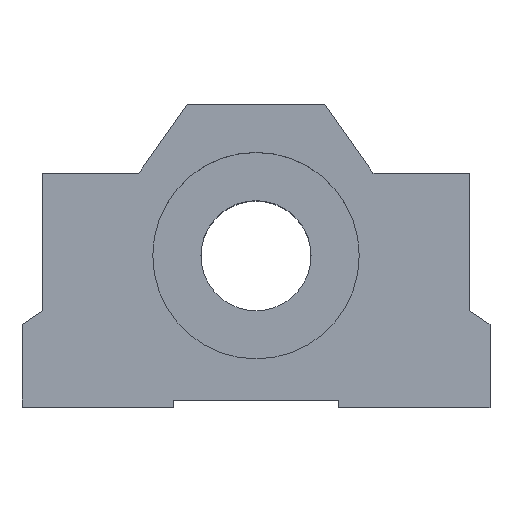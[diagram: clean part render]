
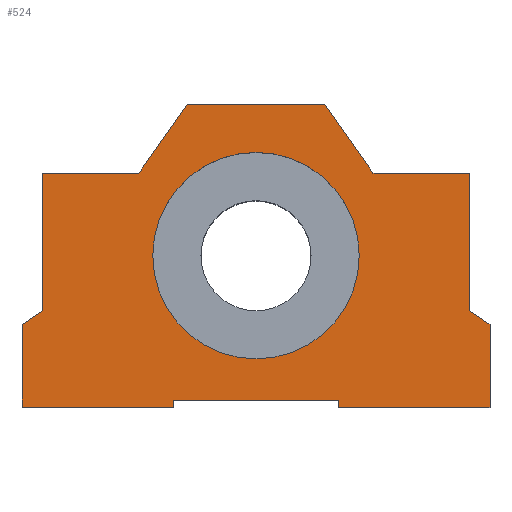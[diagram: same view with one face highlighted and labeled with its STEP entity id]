
A CAD part, top view. The second image highlights one B-rep face of the part: STEP entity #524.
In plain terms, the highlighted planar face has unit normal (0, 0, 1).
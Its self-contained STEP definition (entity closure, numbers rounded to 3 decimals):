
#23=FACE_BOUND('',#111,.T.);
#43=PLANE('',#579);
#74=FACE_OUTER_BOUND('',#110,.T.);
#110=EDGE_LOOP('',(#472,#473,#474,#475,#476,#477,#478,#479,#480,#481,#482,
#483,#484,#485,#486,#487));
#111=EDGE_LOOP('',(#488));
#124=LINE('',#769,#179);
#127=LINE('',#775,#182);
#130=LINE('',#781,#185);
#133=LINE('',#787,#188);
#136=LINE('',#793,#191);
#139=LINE('',#799,#194);
#142=LINE('',#805,#197);
#145=LINE('',#811,#200);
#148=LINE('',#817,#203);
#151=LINE('',#823,#206);
#154=LINE('',#829,#209);
#157=LINE('',#835,#212);
#160=LINE('',#841,#215);
#163=LINE('',#847,#218);
#166=LINE('',#853,#221);
#169=LINE('',#858,#224);
#179=VECTOR('',#636,1000.);
#182=VECTOR('',#641,1000.);
#185=VECTOR('',#646,1000.);
#188=VECTOR('',#651,1000.);
#191=VECTOR('',#656,1000.);
#194=VECTOR('',#661,1000.);
#197=VECTOR('',#666,1000.);
#200=VECTOR('',#671,1000.);
#203=VECTOR('',#676,1000.);
#206=VECTOR('',#681,1000.);
#209=VECTOR('',#686,1000.);
#212=VECTOR('',#691,1000.);
#215=VECTOR('',#696,1000.);
#218=VECTOR('',#701,1000.);
#221=VECTOR('',#706,1000.);
#224=VECTOR('',#711,1000.);
#237=CIRCLE('',#558,7.5);
#251=VERTEX_POINT('',#755);
#255=VERTEX_POINT('',#766);
#256=VERTEX_POINT('',#768);
#258=VERTEX_POINT('',#774);
#260=VERTEX_POINT('',#780);
#262=VERTEX_POINT('',#786);
#264=VERTEX_POINT('',#792);
#266=VERTEX_POINT('',#798);
#268=VERTEX_POINT('',#804);
#270=VERTEX_POINT('',#810);
#272=VERTEX_POINT('',#816);
#274=VERTEX_POINT('',#822);
#276=VERTEX_POINT('',#828);
#278=VERTEX_POINT('',#834);
#280=VERTEX_POINT('',#840);
#282=VERTEX_POINT('',#846);
#284=VERTEX_POINT('',#852);
#303=EDGE_CURVE('',#251,#251,#237,.T.);
#308=EDGE_CURVE('',#256,#255,#124,.T.);
#311=EDGE_CURVE('',#258,#256,#127,.T.);
#314=EDGE_CURVE('',#260,#258,#130,.T.);
#317=EDGE_CURVE('',#262,#260,#133,.T.);
#320=EDGE_CURVE('',#264,#262,#136,.T.);
#323=EDGE_CURVE('',#266,#264,#139,.T.);
#326=EDGE_CURVE('',#268,#266,#142,.T.);
#329=EDGE_CURVE('',#270,#268,#145,.T.);
#332=EDGE_CURVE('',#272,#270,#148,.T.);
#335=EDGE_CURVE('',#274,#272,#151,.T.);
#338=EDGE_CURVE('',#276,#274,#154,.T.);
#341=EDGE_CURVE('',#278,#276,#157,.T.);
#344=EDGE_CURVE('',#280,#278,#160,.T.);
#347=EDGE_CURVE('',#282,#280,#163,.T.);
#350=EDGE_CURVE('',#284,#282,#166,.T.);
#353=EDGE_CURVE('',#255,#284,#169,.T.);
#472=ORIENTED_EDGE('',*,*,#308,.T.);
#473=ORIENTED_EDGE('',*,*,#353,.T.);
#474=ORIENTED_EDGE('',*,*,#350,.T.);
#475=ORIENTED_EDGE('',*,*,#347,.T.);
#476=ORIENTED_EDGE('',*,*,#344,.T.);
#477=ORIENTED_EDGE('',*,*,#341,.T.);
#478=ORIENTED_EDGE('',*,*,#338,.T.);
#479=ORIENTED_EDGE('',*,*,#335,.T.);
#480=ORIENTED_EDGE('',*,*,#332,.T.);
#481=ORIENTED_EDGE('',*,*,#329,.T.);
#482=ORIENTED_EDGE('',*,*,#326,.T.);
#483=ORIENTED_EDGE('',*,*,#323,.T.);
#484=ORIENTED_EDGE('',*,*,#320,.T.);
#485=ORIENTED_EDGE('',*,*,#317,.T.);
#486=ORIENTED_EDGE('',*,*,#314,.T.);
#487=ORIENTED_EDGE('',*,*,#311,.T.);
#488=ORIENTED_EDGE('',*,*,#303,.F.);
#524=ADVANCED_FACE('',(#74,#23),#43,.F.);
#558=AXIS2_PLACEMENT_3D('',#757,#624,#625);
#579=AXIS2_PLACEMENT_3D('',#861,#715,#716);
#624=DIRECTION('center_axis',(0.,0.,1.));
#625=DIRECTION('ref_axis',(1.,0.,0.));
#636=DIRECTION('',(1.,0.,0.));
#641=DIRECTION('',(0.,-1.,0.));
#646=DIRECTION('',(1.,0.,0.));
#651=DIRECTION('',(0.,1.,0.));
#656=DIRECTION('',(1.,0.,0.));
#661=DIRECTION('',(0.,-1.,0.));
#666=DIRECTION('',(-0.832,-0.555,0.));
#671=DIRECTION('',(0.,-1.,0.));
#676=DIRECTION('',(-1.,0.,0.));
#681=DIRECTION('',(-0.573,-0.819,0.));
#686=DIRECTION('',(-1.,0.,0.));
#691=DIRECTION('',(-0.573,0.819,0.));
#696=DIRECTION('',(-1.,0.,0.));
#701=DIRECTION('',(0.,1.,0.));
#706=DIRECTION('',(-0.832,0.555,0.));
#711=DIRECTION('',(0.,1.,0.));
#715=DIRECTION('center_axis',(0.,0.,-1.));
#716=DIRECTION('ref_axis',(-1.,0.,0.));
#755=CARTESIAN_POINT('',(-7.5,0.,15.));
#757=CARTESIAN_POINT('Origin',(0.,0.,
15.));
#766=CARTESIAN_POINT('',(17.,-11.,15.));
#768=CARTESIAN_POINT('',(6.,-11.,15.));
#769=CARTESIAN_POINT('',(6.,-11.,15.));
#774=CARTESIAN_POINT('',(6.,-10.5,15.));
#775=CARTESIAN_POINT('',(6.,-10.5,15.));
#780=CARTESIAN_POINT('',(-6.,-10.5,15.));
#781=CARTESIAN_POINT('',(-6.,-10.5,15.));
#786=CARTESIAN_POINT('',(-6.,-11.,15.));
#787=CARTESIAN_POINT('',(-6.,-10.5,15.));
#792=CARTESIAN_POINT('',(-17.,-11.,15.));
#793=CARTESIAN_POINT('',(-17.,-11.,15.));
#798=CARTESIAN_POINT('',(-17.,-5.,15.));
#799=CARTESIAN_POINT('',(-17.,-5.,15.));
#804=CARTESIAN_POINT('',(-15.5,-4.,15.));
#805=CARTESIAN_POINT('',(-17.,-5.,15.));
#810=CARTESIAN_POINT('',(-15.5,6.,15.));
#811=CARTESIAN_POINT('',(-15.5,6.,15.));
#816=CARTESIAN_POINT('',(-8.5,6.,15.));
#817=CARTESIAN_POINT('',(-15.5,6.,15.));
#822=CARTESIAN_POINT('',(-5.,11.,15.));
#823=CARTESIAN_POINT('',(-5.,11.,15.));
#828=CARTESIAN_POINT('',(5.,11.,15.));
#829=CARTESIAN_POINT('',(-5.,11.,15.));
#834=CARTESIAN_POINT('',(8.5,6.,15.));
#835=CARTESIAN_POINT('',(5.,11.,15.));
#840=CARTESIAN_POINT('',(15.5,6.,15.));
#841=CARTESIAN_POINT('',(8.5,6.,15.));
#846=CARTESIAN_POINT('',(15.5,-4.,15.));
#847=CARTESIAN_POINT('',(15.5,6.,15.));
#852=CARTESIAN_POINT('',(17.,-5.,15.));
#853=CARTESIAN_POINT('',(17.,-5.,15.));
#858=CARTESIAN_POINT('',(17.,-5.,15.));
#861=CARTESIAN_POINT('Origin',(0.,0.,15.));
